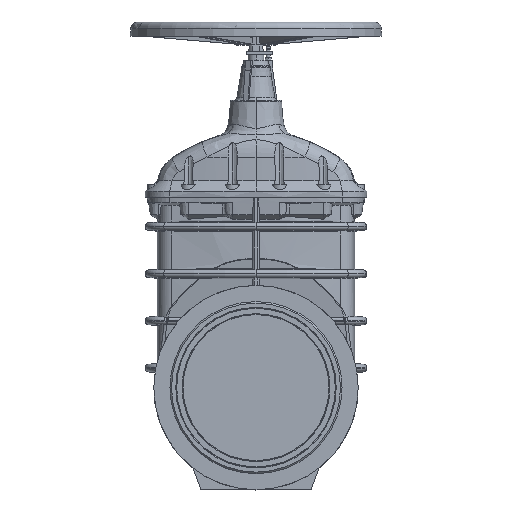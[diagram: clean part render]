
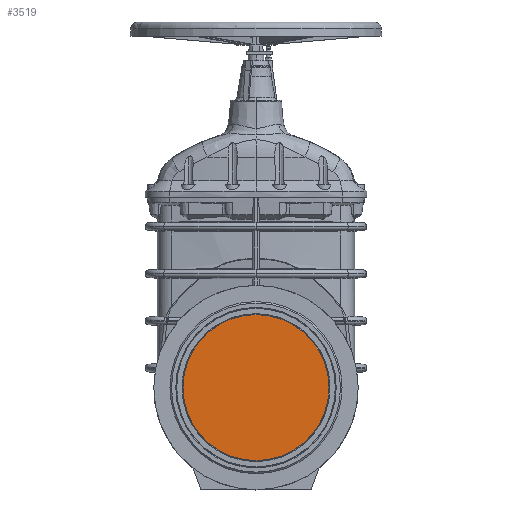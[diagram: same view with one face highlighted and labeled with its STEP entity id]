
A CAD part, top view. The second image highlights one B-rep face of the part: STEP entity #3519.
In plain terms, the highlighted planar face has unit normal (0, 0, 1).
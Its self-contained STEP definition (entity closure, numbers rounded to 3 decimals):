
#3519 = ADVANCED_FACE ( 'NONE', ( #11422 ), #5822, .F. ) ;
#5819 = CARTESIAN_POINT ( 'NONE',  ( 0., 0., 145. ) ) ;
#5822 = PLANE ( 'NONE',  #6033 ) ;
#5824 = DIRECTION ( 'NONE',  ( 0., 0., -1. ) ) ;
#5825 = DIRECTION ( 'NONE',  ( 1., 0., 0. ) ) ;
#6033 = AXIS2_PLACEMENT_3D ( 'NONE', #5819, #5824, #5825 ) ;
#11422 = FACE_OUTER_BOUND ( 'NONE', #38723, .T. ) ;
#13813 = CIRCLE ( 'NONE', #15640, 185.75 ) ;
#15640 = AXIS2_PLACEMENT_3D ( 'NONE', #20488, #20489, #20490 ) ;
#15999 = AXIS2_PLACEMENT_3D ( 'NONE', #31579, #31580, #31581 ) ;
#20488 = CARTESIAN_POINT ( 'NONE',  ( 0., 0., 145. ) ) ;
#20489 = DIRECTION ( 'NONE',  ( 0., 0., 1. ) ) ;
#20490 = DIRECTION ( 'NONE',  ( 1., 0., 0. ) ) ;
#27337 = CIRCLE ( 'NONE', #15999, 185.75 ) ;
#28513 = EDGE_CURVE ( 'NONE', #37763, #37746, #13813, .T. ) ;
#29720 = ORIENTED_EDGE ( 'NONE', *, *, #28513, .T. ) ;
#29722 = ORIENTED_EDGE ( 'NONE', *, *, #37053, .T. ) ;
#31579 = CARTESIAN_POINT ( 'NONE',  ( 0., 0., 145. ) ) ;
#31580 = DIRECTION ( 'NONE',  ( 0., 0., 1. ) ) ;
#31581 = DIRECTION ( 'NONE',  ( 1., 0., 0. ) ) ;
#33830 = CARTESIAN_POINT ( 'NONE',  ( -185.75, 0., 145. ) ) ;
#33845 = CARTESIAN_POINT ( 'NONE',  ( 185.75, 0., 145. ) ) ;
#37053 = EDGE_CURVE ( 'NONE', #37746, #37763, #27337, .T. ) ;
#37746 = VERTEX_POINT ( 'NONE', #33830 ) ;
#37763 = VERTEX_POINT ( 'NONE', #33845 ) ;
#38723 = EDGE_LOOP ( 'NONE', ( #29720, #29722 ) ) ;
